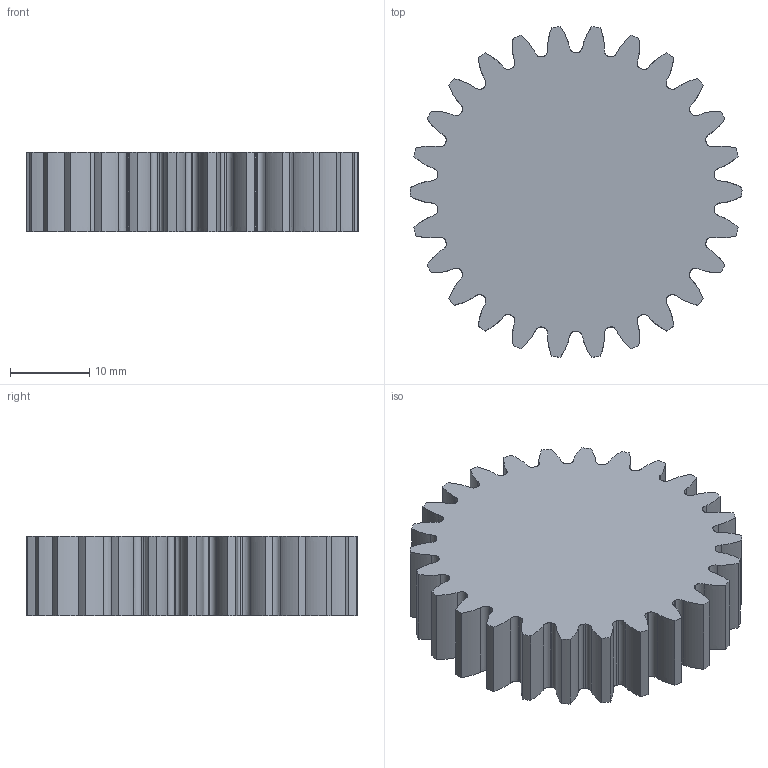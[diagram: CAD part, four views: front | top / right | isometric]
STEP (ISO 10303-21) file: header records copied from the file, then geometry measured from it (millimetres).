
FILE_DESCRIPTION(('STEP AP242'), '1');
FILE_NAME('Деталь', '', ('UNSPECIFIED'), ('UNSPECIFIED'), 'C3D Converter', 'C3D Toolkit', '');
FILE_SCHEMA(('AP242_MANAGED_MODEL_BASED_3D_ENGINEERING_MIM_LF { 1 0 10303 442 1 1 4 }'));
Length unit declared in the file: millimetre
Bounding box: 42 x 41.81 x 10 mm (x, y, z)
Volume: 11814.6 mm3; surface area: 4747.8 mm2
Topology: 1 solids, 1 shells, 158 faces, 468 edges, 312 vertices
Faces by surface type: extrusion 104, cylinder 52, plane 2
Entity records: 15207 total; most frequent: CARTESIAN_POINT 9987, ORIENTED_EDGE 936, DIRECTION 578, EDGE_CURVE 468, B_SPLINE_CURVE_WITH_KNOTS 312, VERTEX_POINT 312, VECTOR 260, AXIS2_PLACEMENT_3D 159
